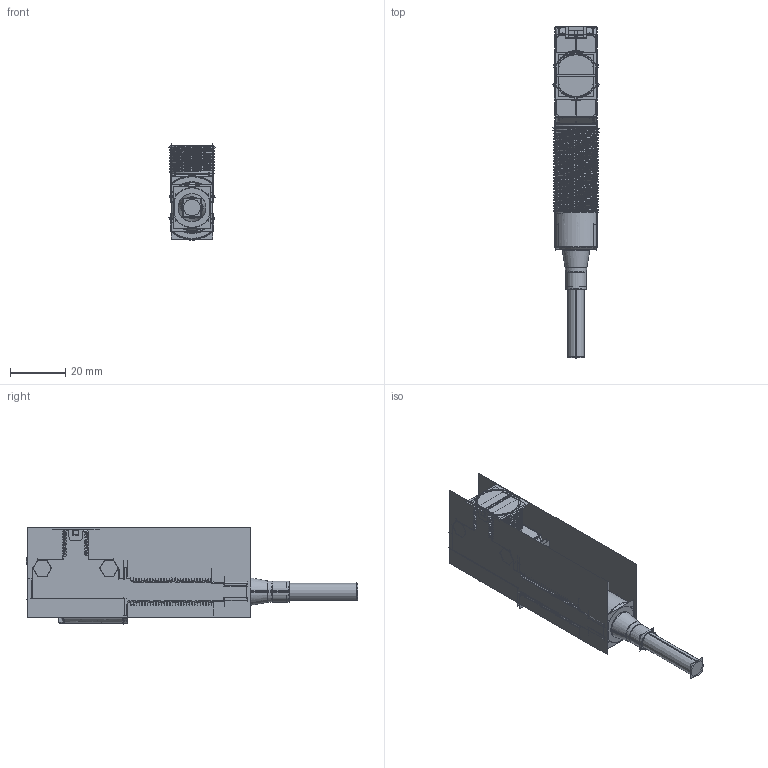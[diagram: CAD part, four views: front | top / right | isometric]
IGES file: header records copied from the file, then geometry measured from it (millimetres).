
Start section:  PTC IGES file: 137348_sm01.igs
Global section: file name: 137348_sm01.igs; native system: Creo Parametric by PTC Inc.; preprocessor: 2019292; author: PDMAdmin; organization: Unknown; date: 20221123.115826; units: millimetre
Bounding box: 16.8 x 119.68 x 34.89 mm (x, y, z)
Volume: 22872.4 mm3; surface area: 42389 mm2
Topology: 2 solids, 2 shells, 1458 faces, 7225 edges, 8910 vertices
Faces by surface type: bspline 966, revolution 490, extrusion 2
